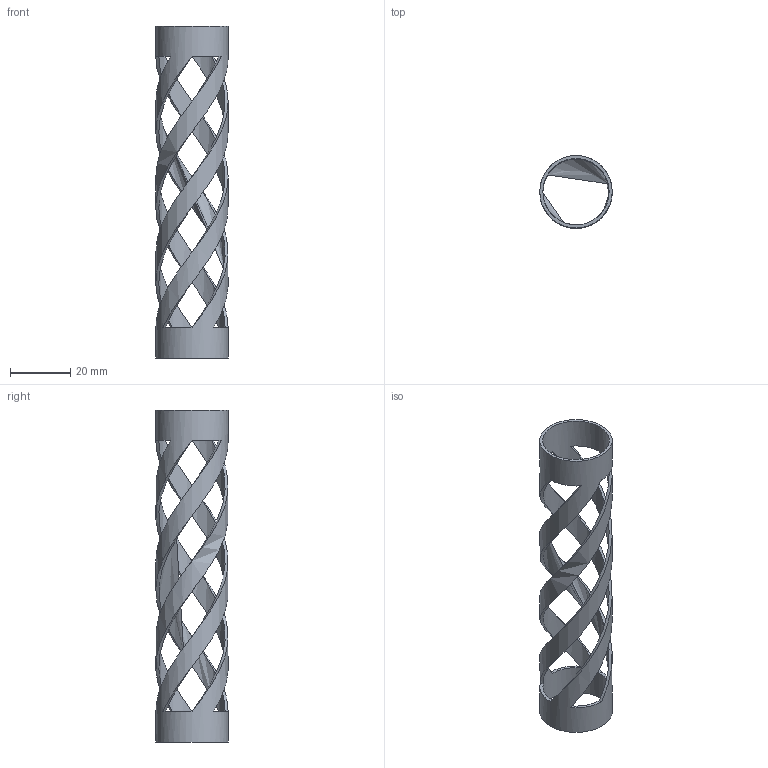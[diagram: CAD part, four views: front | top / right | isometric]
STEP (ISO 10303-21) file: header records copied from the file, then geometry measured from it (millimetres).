
FILE_DESCRIPTION(('STEP AP242'), '1');
FILE_NAME('itemTubeBraid_V3', '', ('UNSPECIFIED'), ('UNSPECIFIED'), 'C3D Converter', 'C3D Toolkit', '');
FILE_SCHEMA(('AP242_MANAGED_MODEL_BASED_3D_ENGINEERING_MIM_LF { 1 0 10303 442 1 1 4 }'));
Length unit declared in the file: millimetre
Bounding box: 24 x 24 x 110 mm (x, y, z)
Volume: 4046.4 mm3; surface area: 9212.3 mm2
Topology: 1 solids, 1 shells, 20 faces, 75 edges, 50 vertices
Faces by surface type: plane 10, bspline 8, cylinder 2
Full cylindrical faces by diameter (mm): 22 x1, 24 x1
Entity records: 2591 total; most frequent: CARTESIAN_POINT 2004, ORIENTED_EDGE 128, DIRECTION 82, EDGE_CURVE 64, VERTEX_POINT 48, AXIS2_PLACEMENT_3D 33, EDGE_LOOP 32, B_SPLINE_CURVE_WITH_KNOTS 29
